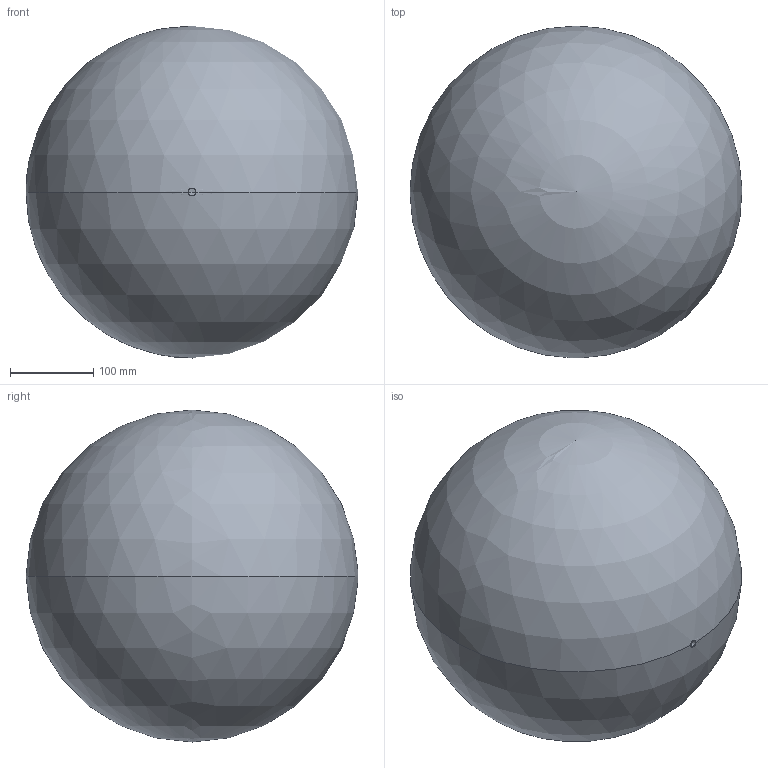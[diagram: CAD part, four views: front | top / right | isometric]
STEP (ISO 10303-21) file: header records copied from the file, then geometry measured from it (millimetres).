
FILE_DESCRIPTION (( 'STEP AP203' ), '1' );
FILE_NAME ('52400-240.STEP', '2016-04-01T12:51:46', ( '' ), ( '' ), 'SwSTEP 2.0', 'SolidWorks 2015', '' );
FILE_SCHEMA (( 'CONFIG_CONTROL_DESIGN' ));
Length unit declared in the file: millimetre
Products named in the file (1): 52400-240
Bounding box: 399.99 x 399.94 x 400 mm (x, y, z)
Volume: 995341.7 mm3; surface area: 995434.2 mm2
Topology: 1 solids, 1 shells, 233 faces, 625 edges, 416 vertices
Faces by surface type: plane 103, bspline 95, cone 27, sphere 4, cylinder 4
Entity records: 12032 total; most frequent: CARTESIAN_POINT 7220, ORIENTED_EDGE 1230, EDGE_CURVE 615, DIRECTION 517, VERTEX_POINT 410, B_SPLINE_CURVE_WITH_KNOTS 394, EDGE_LOOP 259, FACE_OUTER_BOUND 233
